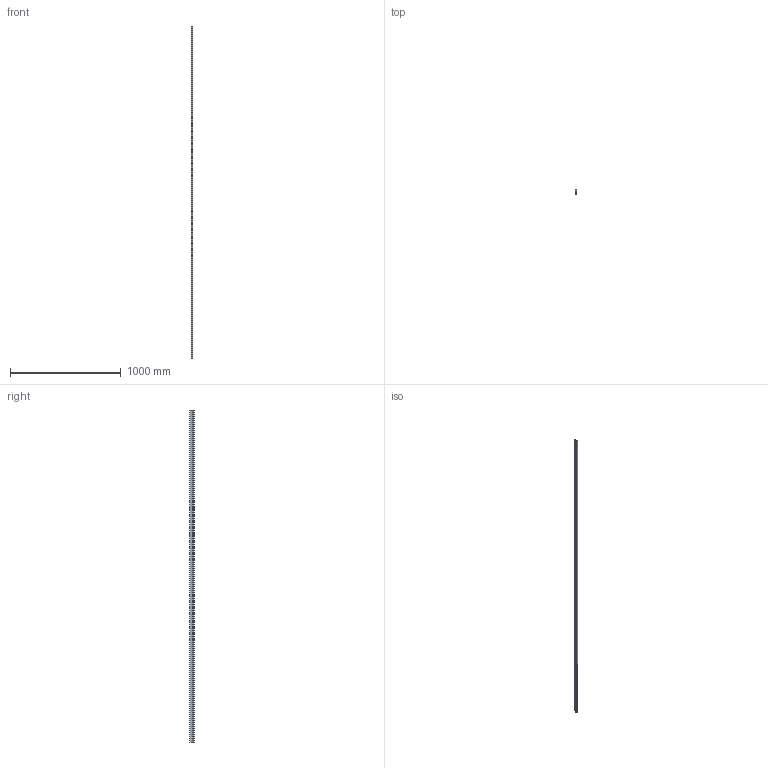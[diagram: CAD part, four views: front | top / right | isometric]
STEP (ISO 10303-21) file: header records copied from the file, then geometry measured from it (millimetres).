
FILE_DESCRIPTION (( 'STEP AP214' ), '1' );
FILE_NAME ('6526B5FB-4DF2-46A8-9E48-67F80A00F205.STEP', '2023-08-01T08:07:22', ( '' ), ( '' ), 'SwSTEP 2.0', 'SolidWorks 2022', '' );
FILE_SCHEMA (( 'AUTOMOTIVE_DESIGN' ));
Length unit declared in the file: millimetre
Products named in the file (1): 6526B5FB-4DF2-46A8-9E48-67F80A00F205
Bounding box: 16.98 x 37 x 3000 mm (x, y, z)
Volume: 1377825.4 mm3; surface area: 501047.6 mm2
Topology: 2 solids, 2 shells, 23 faces, 57 edges, 38 vertices
Faces by surface type: plane 20, cylinder 3
Entity records: 973 total; most frequent: CARTESIAN_POINT 119, ORIENTED_EDGE 114, DIRECTION 111, EDGE_CURVE 57, VECTOR 51, LINE 51, VERTEX_POINT 38, AXIS2_PLACEMENT_3D 30
